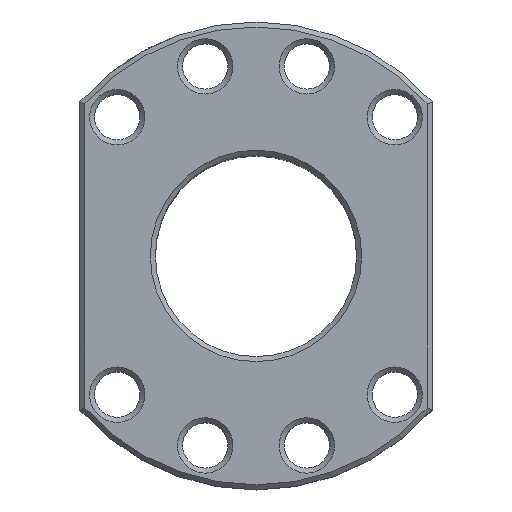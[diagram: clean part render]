
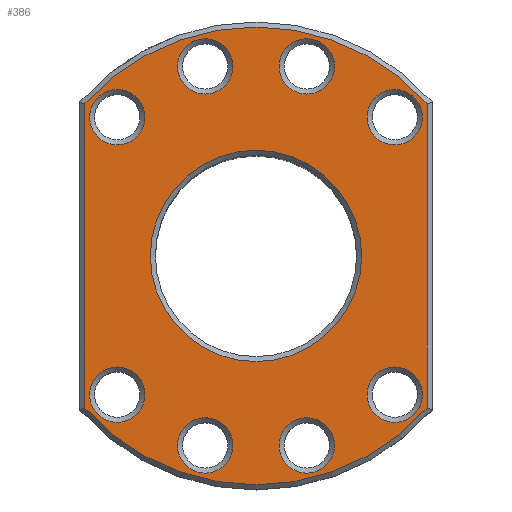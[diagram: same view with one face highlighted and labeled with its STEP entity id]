
A CAD part, top view. The second image highlights one B-rep face of the part: STEP entity #386.
In plain terms, the highlighted planar face has unit normal (0, 0, 1).
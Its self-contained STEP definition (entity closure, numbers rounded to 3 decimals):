
#130=PLANE('',#3535);
#386=ADVANCED_FACE('',(#907,#908,#909,#910,#911,#912,#913,#914,#915,#916),
#130,.T.);
#907=FACE_BOUND('',#1010,.T.);
#908=FACE_BOUND('',#1011,.T.);
#909=FACE_BOUND('',#1012,.T.);
#910=FACE_BOUND('',#1013,.T.);
#911=FACE_BOUND('',#1014,.T.);
#912=FACE_BOUND('',#1015,.T.);
#913=FACE_BOUND('',#1016,.T.);
#914=FACE_BOUND('',#1017,.T.);
#915=FACE_BOUND('',#1018,.T.);
#916=FACE_BOUND('',#1019,.T.);
#1010=EDGE_LOOP('',(#1447));
#1011=EDGE_LOOP('',(#1448));
#1012=EDGE_LOOP('',(#1449));
#1013=EDGE_LOOP('',(#1450));
#1014=EDGE_LOOP('',(#1451));
#1015=EDGE_LOOP('',(#1452));
#1016=EDGE_LOOP('',(#1453));
#1017=EDGE_LOOP('',(#1454));
#1018=EDGE_LOOP('',(#1455));
#1019=EDGE_LOOP('',(#1456,#1457,#1458,#1459));
#1281=CIRCLE('',#3524,5.5);
#1282=CIRCLE('',#3525,5.5);
#1283=CIRCLE('',#3526,5.5);
#1284=CIRCLE('',#3527,5.5);
#1285=CIRCLE('',#3528,5.5);
#1286=CIRCLE('',#3529,5.5);
#1287=CIRCLE('',#3530,5.5);
#1288=CIRCLE('',#3531,5.5);
#1289=CIRCLE('',#3532,21.);
#1290=CIRCLE('',#3533,45.5);
#1291=CIRCLE('',#3534,45.5);
#1447=ORIENTED_EDGE('',*,*,#2703,.T.);
#1448=ORIENTED_EDGE('',*,*,#2704,.T.);
#1449=ORIENTED_EDGE('',*,*,#2705,.T.);
#1450=ORIENTED_EDGE('',*,*,#2706,.T.);
#1451=ORIENTED_EDGE('',*,*,#2707,.T.);
#1452=ORIENTED_EDGE('',*,*,#2708,.T.);
#1453=ORIENTED_EDGE('',*,*,#2709,.T.);
#1454=ORIENTED_EDGE('',*,*,#2710,.T.);
#1455=ORIENTED_EDGE('',*,*,#2711,.T.);
#1456=ORIENTED_EDGE('',*,*,#2712,.T.);
#1457=ORIENTED_EDGE('',*,*,#2713,.T.);
#1458=ORIENTED_EDGE('',*,*,#2714,.T.);
#1459=ORIENTED_EDGE('',*,*,#2715,.T.);
#2375=VERTEX_POINT('',#5181);
#2376=VERTEX_POINT('',#5183);
#2377=VERTEX_POINT('',#5185);
#2378=VERTEX_POINT('',#5187);
#2379=VERTEX_POINT('',#5189);
#2380=VERTEX_POINT('',#5191);
#2381=VERTEX_POINT('',#5193);
#2382=VERTEX_POINT('',#5195);
#2383=VERTEX_POINT('',#5197);
#2384=VERTEX_POINT('',#5199);
#2385=VERTEX_POINT('',#5200);
#2386=VERTEX_POINT('',#5202);
#2387=VERTEX_POINT('',#5204);
#2703=EDGE_CURVE('',#2375,#2375,#1281,.T.);
#2704=EDGE_CURVE('',#2376,#2376,#1282,.T.);
#2705=EDGE_CURVE('',#2377,#2377,#1283,.T.);
#2706=EDGE_CURVE('',#2378,#2378,#1284,.T.);
#2707=EDGE_CURVE('',#2379,#2379,#1285,.T.);
#2708=EDGE_CURVE('',#2380,#2380,#1286,.T.);
#2709=EDGE_CURVE('',#2381,#2381,#1287,.T.);
#2710=EDGE_CURVE('',#2382,#2382,#1288,.T.);
#2711=EDGE_CURVE('',#2383,#2383,#1289,.T.);
#2712=EDGE_CURVE('',#2384,#2385,#1290,.T.);
#2713=EDGE_CURVE('',#2385,#2386,#3066,.T.);
#2714=EDGE_CURVE('',#2386,#2387,#1291,.T.);
#2715=EDGE_CURVE('',#2387,#2384,#3067,.T.);
#3066=LINE('',#5201,#3244);
#3067=LINE('',#5205,#3245);
#3244=VECTOR('',#3849,1.);
#3245=VECTOR('',#3852,1.);
#3524=AXIS2_PLACEMENT_3D('',#5180,#3829,#3830);
#3525=AXIS2_PLACEMENT_3D('',#5182,#3831,#3832);
#3526=AXIS2_PLACEMENT_3D('',#5184,#3833,#3834);
#3527=AXIS2_PLACEMENT_3D('',#5186,#3835,#3836);
#3528=AXIS2_PLACEMENT_3D('',#5188,#3837,#3838);
#3529=AXIS2_PLACEMENT_3D('',#5190,#3839,#3840);
#3530=AXIS2_PLACEMENT_3D('',#5192,#3841,#3842);
#3531=AXIS2_PLACEMENT_3D('',#5194,#3843,#3844);
#3532=AXIS2_PLACEMENT_3D('',#5196,#3845,#3846);
#3533=AXIS2_PLACEMENT_3D('',#5198,#3847,#3848);
#3534=AXIS2_PLACEMENT_3D('',#5203,#3850,#3851);
#3535=AXIS2_PLACEMENT_3D('',#5206,#3853,#3854);
#3829=DIRECTION('',(0.,0.,-1.));
#3830=DIRECTION('',(1.,0.,0.));
#3831=DIRECTION('',(0.,0.,-1.));
#3832=DIRECTION('',(1.,0.,0.));
#3833=DIRECTION('',(0.,0.,-1.));
#3834=DIRECTION('',(1.,0.,0.));
#3835=DIRECTION('',(0.,0.,-1.));
#3836=DIRECTION('',(1.,0.,0.));
#3837=DIRECTION('',(0.,0.,-1.));
#3838=DIRECTION('',(1.,0.,0.));
#3839=DIRECTION('',(0.,0.,-1.));
#3840=DIRECTION('',(1.,0.,0.));
#3841=DIRECTION('',(0.,0.,-1.));
#3842=DIRECTION('',(1.,0.,0.));
#3843=DIRECTION('',(0.,0.,-1.));
#3844=DIRECTION('',(1.,0.,0.));
#3845=DIRECTION('',(0.,0.,-1.));
#3846=DIRECTION('',(1.,0.,0.));
#3847=DIRECTION('',(0.,0.,1.));
#3848=DIRECTION('',(1.,0.,0.));
#3849=DIRECTION('',(0.,-1.,0.));
#3850=DIRECTION('',(0.,0.,1.));
#3851=DIRECTION('',(1.,0.,0.));
#3852=DIRECTION('',(0.,1.,0.));
#3853=DIRECTION('',(0.,0.,1.));
#3854=DIRECTION('',(1.,0.,0.));
#5180=CARTESIAN_POINT('',(27.577,-27.577,0.));
#5181=CARTESIAN_POINT('',(33.077,-27.577,0.));
#5182=CARTESIAN_POINT('',(10.094,-37.671,0.));
#5183=CARTESIAN_POINT('',(15.594,-37.671,0.));
#5184=CARTESIAN_POINT('',(-10.094,-37.671,0.));
#5185=CARTESIAN_POINT('',(-4.594,-37.671,0.));
#5186=CARTESIAN_POINT('',(-27.577,-27.577,0.));
#5187=CARTESIAN_POINT('',(-22.077,-27.577,0.));
#5188=CARTESIAN_POINT('',(-27.577,27.577,0.));
#5189=CARTESIAN_POINT('',(-22.077,27.577,0.));
#5190=CARTESIAN_POINT('',(-10.094,37.671,0.));
#5191=CARTESIAN_POINT('',(-4.594,37.671,0.));
#5192=CARTESIAN_POINT('',(10.094,37.671,0.));
#5193=CARTESIAN_POINT('',(15.594,37.671,0.));
#5194=CARTESIAN_POINT('',(27.577,27.577,0.));
#5195=CARTESIAN_POINT('',(33.077,27.577,0.));
#5196=CARTESIAN_POINT('',(0.,0.,0.));
#5197=CARTESIAN_POINT('',(21.,0.,0.));
#5198=CARTESIAN_POINT('',(0.,0.,0.));
#5199=CARTESIAN_POINT('',(34.,30.237,0.));
#5200=CARTESIAN_POINT('',(-34.,30.237,0.));
#5201=CARTESIAN_POINT('',(-34.,-30.615,0.));
#5202=CARTESIAN_POINT('',(-34.,-30.237,0.));
#5203=CARTESIAN_POINT('',(0.,0.,0.));
#5204=CARTESIAN_POINT('',(34.,-30.237,0.));
#5205=CARTESIAN_POINT('',(34.,30.615,0.));
#5206=CARTESIAN_POINT('',(0.,0.,0.));
